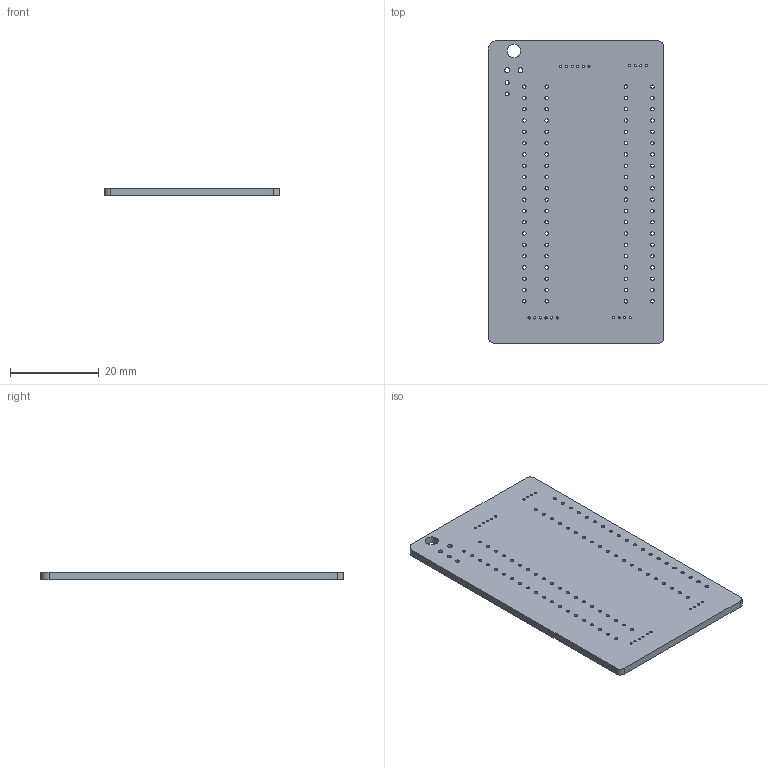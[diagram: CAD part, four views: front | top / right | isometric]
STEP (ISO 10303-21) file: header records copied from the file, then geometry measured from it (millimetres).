
FILE_DESCRIPTION(('Open CASCADE Model'),'2;1');
FILE_NAME('Open CASCADE Shape Model','2020-01-24T16:19:39',('Author'),( 'Open CASCADE'),'Open CASCADE STEP processor 6.5','Open CASCADE 6.5' ,'Unknown');
FILE_SCHEMA(('AUTOMOTIVE_DESIGN_CC2 { 1 2 10303 214 -1 1 5 4 }'));
Length unit declared in the file: millimetre
Products named in the file (2): PCB; Board
Assembly tree (1 placements, depth 2):
  PCB
    Board
Bounding box: 39.37 x 67.96 x 1.65 mm (x, y, z)
Volume: 4316.9 mm3; surface area: 5998 mm2
Topology: 1 solids, 1 shells, 115 faces, 339 edges, 226 vertices
Faces by surface type: cylinder 109, plane 6
Full cylindrical faces by diameter (mm): 0.5 x20, 0.762 x80, 0.9 x2, 1.1 x2, 3 x1
Entity records: 9491 total; most frequent: CARTESIAN_POINT 2668, DIRECTION 1251, ORIENTED_EDGE 678, PCURVE 678, DEFINITIONAL_REPRESENTATION 678, LINE 581, VECTOR 581, EDGE_CURVE 339
